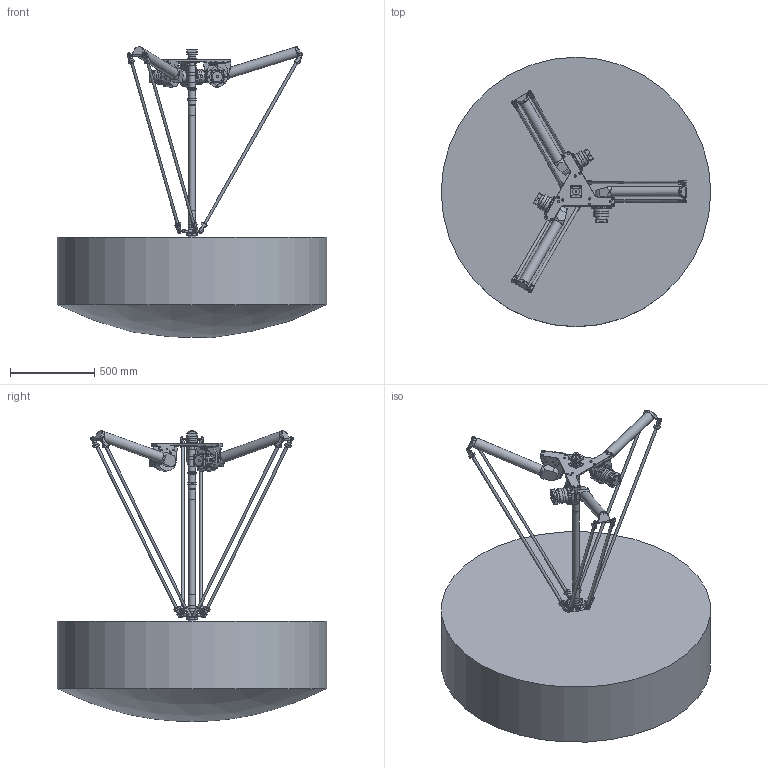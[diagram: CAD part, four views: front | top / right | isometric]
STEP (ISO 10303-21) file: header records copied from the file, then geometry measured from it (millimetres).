
FILE_DESCRIPTION(/* description */ ('Norm.iam Teamplte'),/* implementation_level */ '2;1');
FILE_NAME(/* name */ '3D-model_AL_00008.stp',/* time_stamp */ '2024-07-03T15:03:19+02:00',/* author */ ('lars.merkel'),/* organization */ (''),/* preprocessor_version */ 'ST-DEVELOPER v19.2',/* originating_system */ 'Autodesk Inventor 2023',/* authorisation */ '');
FILE_SCHEMA (('AUTOMOTIVE_DESIGN { 1 0 10303 214 3 1 1 }'));
Products named in the file (14): AL_00008_DUMMY DELTA Robotermechanik RL3-1600-1/3kg; MT_WST00111185 Oberarm; MT_WST00117181 Unterarm; MT_WST00111345 Dummy Werkzeugträger; MT_WST00114011 Flansch; MT_WST00112141 Dummy Teleskop oben; MT_BGR00105121 Dummy Roboterbasis; MT_WST00111151 n/a; MT_WST00111188 Getriebe; MT_WST00111340 Dummy Flansch; MT_WST00111349 Getriebe; MT_WST00111360 Dummy Teleskopwelle; MT_WST00111289; MT_WST00114012 Adapter
Assembly tree (22 placements, depth 3):
  AL_00008_DUMMY DELTA Robotermechanik RL3-1600-1/3kg
    MT_WST00111185 Oberarm  x3
    MT_WST00117181 Unterarm  x6
    MT_WST00111345 Dummy Werkzeugträger
    MT_WST00114011 Flansch
    MT_WST00112141 Dummy Teleskop oben
    MT_BGR00105121 Dummy Roboterbasis
      MT_WST00111151 n/a
      MT_WST00111188 Getriebe  x3
      MT_WST00111340 Dummy Flansch
      MT_WST00111349 Getriebe
    MT_WST00111360 Dummy Teleskopwelle
    MT_WST00111289
    MT_WST00114012 Adapter
Bounding box: 1600 x 1600 x 1728.48 mm (x, y, z)
Volume: 1022516654.1 mm3; surface area: 7791796.4 mm2
Topology: 21 solids, 21 shells, 2933 faces, 6893 edges, 4285 vertices
Faces by surface type: plane 1454, cylinder 735, cone 343, bspline 201, torus 134, sphere 66
Full cylindrical faces by diameter (mm): 3.242 x6, 4.134 x16, 4.917 x37, 5.5 x24, 5.8 x4, 6 x4, 6.647 x9, 7 x32, 9 x9, 9.66 x3, 9.8 x3, 10 x3, 10.106 x12, 12 x2, 13.5 x12, 14 x4, 16 x6, 17 x3, 18 x3, 19 x3, 20 x3, 22 x12, 25 x2, 32 x2, 33 x1, 35 x3, 36 x1, 40 x1, 42 x5, 43 x4
Entity records: 63484 total; most frequent: CARTESIAN_POINT 20368, DIRECTION 8496, ORIENTED_EDGE 8478, EDGE_CURVE 4239, AXIS2_PLACEMENT_3D 3000, VERTEX_POINT 2710, LINE 2496, VECTOR 2496
